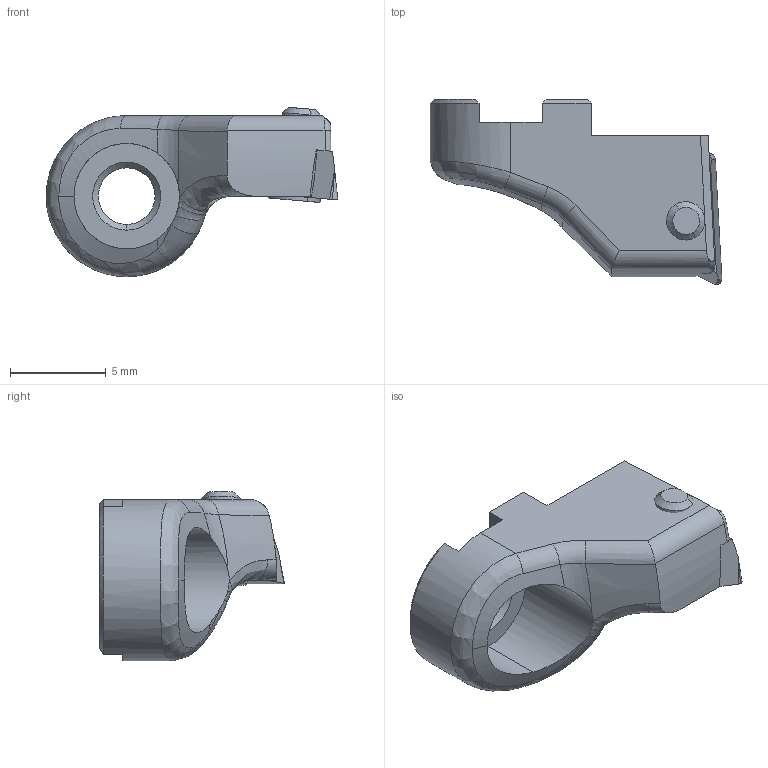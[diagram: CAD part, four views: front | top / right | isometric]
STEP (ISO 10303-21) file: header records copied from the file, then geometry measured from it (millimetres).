
FILE_DESCRIPTION(('no description'),'unknown implementation level');
FILE_NAME('4831DCDC-ED29-4678-8AA2-83C88C4D29FA_export.stp',' ',('CIMSOURCE GmbH'),('CADClick - KiM GmbH - www.kimweb.de'),'unknown preprocess','ACIS','unknown authorization');
FILE_SCHEMA(('automotive_design'));
Length unit declared in the file: millimetre
Products named in the file (3): 626.113 Kaiser ENH 13 TP07 30-36|694.103 Kaiser ETL M2x4.8 T6 IP 10S;Kreismuster1; 626.113 Kaiser ENH 13 TP07 30-36|651.735 Kaiser TPGT 070203 K10C;Kombinieren1; 626.113 Kaiser ENH 13 TP07 30-36|626.113 Kaiser ENH 13 TP07 30-36;Fase2
Bounding box: 15.21 x 9.65 x 8.83 mm (x, y, z)
Volume: 369.2 mm3; surface area: 627.1 mm2
Topology: 3 solids, 3 shells, 115 faces, 291 edges, 177 vertices
Faces by surface type: cylinder 37, plane 33, cone 25, bspline 12, torus 8
Entity records: 14623 total; most frequent: CARTESIAN_POINT 8632, STYLED_ITEM 580, PRESENTATION_STYLE_ASSIGNMENT 580, COLOUR_RGB 580, ORIENTED_EDGE 570, DIRECTION 556, EDGE_CURVE 285, CURVE_STYLE 285
